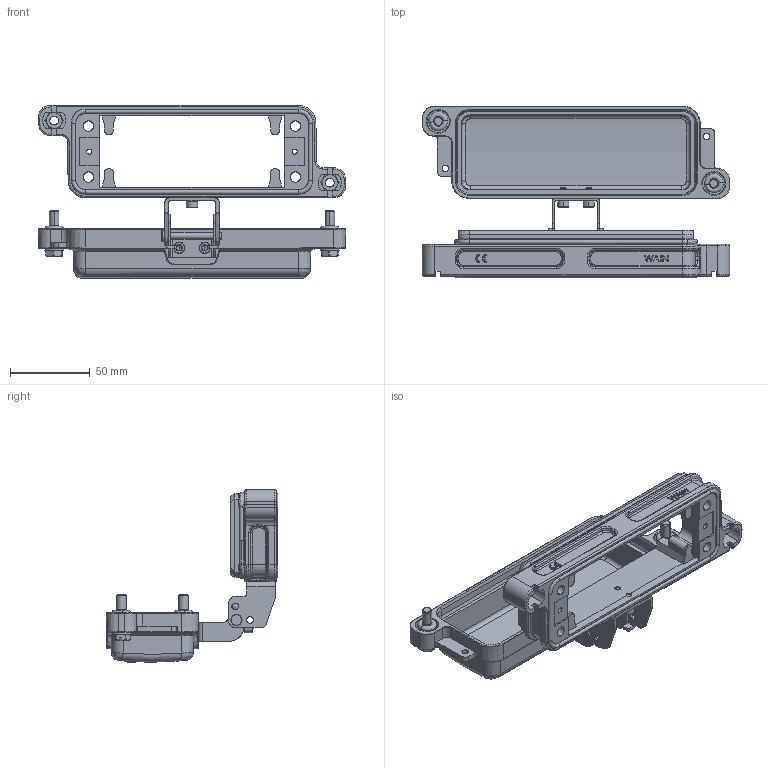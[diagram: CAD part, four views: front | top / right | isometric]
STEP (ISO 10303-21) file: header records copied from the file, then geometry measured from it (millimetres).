
FILE_DESCRIPTION(/* description */ (''),/* implementation_level */ '2;1');
FILE_NAME(/* name */ '3D_1136243601001_HP24B_H-BK-2H-MCV_V1.1.stp',/* time_stamp */ '2024-02-04T16:59:01+08:00',/* author */ (''),/* organization */ (''),/* preprocessor_version */ 'ST-DEVELOPER v18.1',/* originating_system */ 'SIEMENS PLM Software NX 1980',/* authorisation */ '');
FILE_SCHEMA (('AUTOMOTIVE_DESIGN { 1 0 10303 214 3 1 1 1 }'));
Length unit declared in the file: millimetre
Products named in the file (1): 3D_1136243601001_HP24B_H-BK-2H-MCV_V1.0_stp
Bounding box: 193 x 107.78 x 108.73 mm (x, y, z)
Volume: 142757.8 mm3; surface area: 90965.1 mm2
Topology: 1 solids, 2 shells, 1220 faces, 3269 edges, 2104 vertices
Faces by surface type: plane 494, cylinder 321, cone 162, torus 141, bspline 82, extrusion 16, sphere 4
Entity records: 47606 total; most frequent: CARTESIAN_POINT 20520, ORIENTED_EDGE 6518, DIRECTION 4191, EDGE_CURVE 3259, VERTEX_POINT 2104, B_SPLINE_CURVE_WITH_KNOTS 1645, AXIS2_PLACEMENT_3D 1461, EDGE_LOOP 1313
